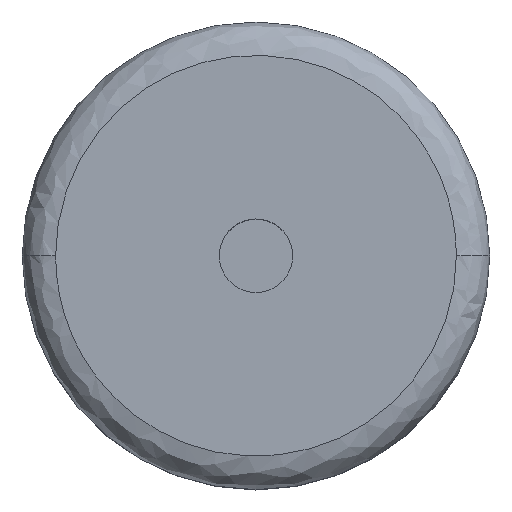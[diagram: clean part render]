
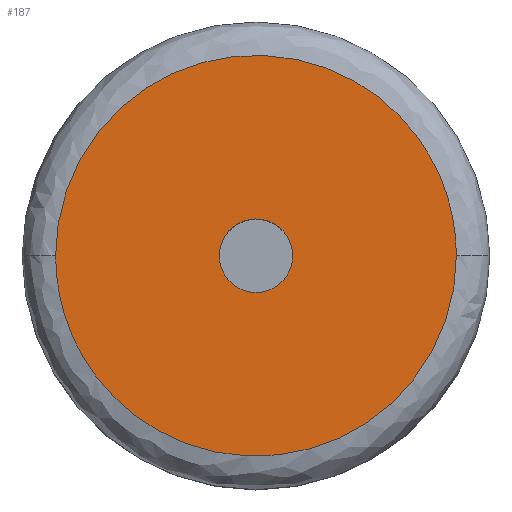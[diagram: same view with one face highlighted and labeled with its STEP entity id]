
A CAD part, top view. The second image highlights one B-rep face of the part: STEP entity #187.
In plain terms, the highlighted planar face has unit normal (0, 0, 1).
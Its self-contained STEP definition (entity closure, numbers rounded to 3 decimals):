
#3 = DIRECTION ( 'NONE',  ( 0., 0., 1. ) ) ;
#24 = EDGE_CURVE ( 'NONE', #454, #97, #566, .T. ) ;
#32 = VERTEX_POINT ( 'NONE', #161 ) ;
#78 = CIRCLE ( 'NONE', #204, 1.1 ) ;
#80 = ORIENTED_EDGE ( 'NONE', *, *, #156, .F. ) ;
#94 = CARTESIAN_POINT ( 'NONE',  ( -6., 0., 8. ) ) ;
#97 = VERTEX_POINT ( 'NONE', #453 ) ;
#105 = ORIENTED_EDGE ( 'NONE', *, *, #119, .T. ) ;
#113 = EDGE_CURVE ( 'NONE', #32, #282, #214, .T. ) ;
#119 = EDGE_CURVE ( 'NONE', #97, #454, #78, .T. ) ;
#132 = CARTESIAN_POINT ( 'NONE',  ( -6., 0., 8. ) ) ;
#152 = ORIENTED_EDGE ( 'NONE', *, *, #113, .F. ) ;
#156 = EDGE_CURVE ( 'NONE', #282, #32, #459, .T. ) ;
#161 = CARTESIAN_POINT ( 'NONE',  ( -6., 0., 8. ) ) ;
#187 = ADVANCED_FACE ( 'NONE', ( #456, #316 ), #680, .T. ) ;
#204 = AXIS2_PLACEMENT_3D ( 'NONE', #548, #643, #324 ) ;
#214 =( BOUNDED_CURVE ( )  B_SPLINE_CURVE ( 3, ( #132, #299, #657, #340 ),
 .UNSPECIFIED., .F., .F. ) 
 B_SPLINE_CURVE_WITH_KNOTS ( ( 4, 4 ),
 ( 0.5, 1. ),
 .UNSPECIFIED. ) 
 CURVE ( )  GEOMETRIC_REPRESENTATION_ITEM ( )  RATIONAL_B_SPLINE_CURVE ( ( 1., 0.333, 0.333, 1. ) ) 
 REPRESENTATION_ITEM ( '' )  );
#226 = DIRECTION ( 'NONE',  ( 1., 0., 0. ) ) ;
#282 = VERTEX_POINT ( 'NONE', #424 ) ;
#299 = CARTESIAN_POINT ( 'NONE',  ( -6., 12., 8. ) ) ;
#310 = CARTESIAN_POINT ( 'NONE',  ( 0., 0., 8. ) ) ;
#316 = FACE_BOUND ( 'NONE', #606, .T. ) ;
#324 = DIRECTION ( 'NONE',  ( 1., 0., 0. ) ) ;
#325 = ORIENTED_EDGE ( 'NONE', *, *, #24, .T. ) ;
#339 = EDGE_LOOP ( 'NONE', ( #80, #152 ) ) ;
#340 = CARTESIAN_POINT ( 'NONE',  ( 6., 0., 8. ) ) ;
#362 = DIRECTION ( 'NONE',  ( 1., 0., 0. ) ) ;
#406 = DIRECTION ( 'NONE',  ( 0., 0., -1. ) ) ;
#409 = CARTESIAN_POINT ( 'NONE',  ( -6., -12., 8. ) ) ;
#424 = CARTESIAN_POINT ( 'NONE',  ( 6., 0., 8. ) ) ;
#432 = AXIS2_PLACEMENT_3D ( 'NONE', #310, #3, #362 ) ;
#453 = CARTESIAN_POINT ( 'NONE',  ( -1.1, 0., 8. ) ) ;
#454 = VERTEX_POINT ( 'NONE', #609 ) ;
#456 = FACE_OUTER_BOUND ( 'NONE', #339, .T. ) ;
#459 =( BOUNDED_CURVE ( )  B_SPLINE_CURVE ( 3, ( #646, #587, #409, #94 ),
 .UNSPECIFIED., .F., .F. ) 
 B_SPLINE_CURVE_WITH_KNOTS ( ( 4, 4 ),
 ( 0., 0.5 ),
 .UNSPECIFIED. ) 
 CURVE ( )  GEOMETRIC_REPRESENTATION_ITEM ( )  RATIONAL_B_SPLINE_CURVE ( ( 1., 0.333, 0.333, 1. ) ) 
 REPRESENTATION_ITEM ( '' )  );
#471 = AXIS2_PLACEMENT_3D ( 'NONE', #649, #406, #226 ) ;
#548 = CARTESIAN_POINT ( 'NONE',  ( 0., 0., 8. ) ) ;
#566 = CIRCLE ( 'NONE', #471, 1.1 ) ;
#587 = CARTESIAN_POINT ( 'NONE',  ( 6., -12., 8. ) ) ;
#606 = EDGE_LOOP ( 'NONE', ( #325, #105 ) ) ;
#609 = CARTESIAN_POINT ( 'NONE',  ( 1.1, 0., 8. ) ) ;
#643 = DIRECTION ( 'NONE',  ( 0., 0., -1. ) ) ;
#646 = CARTESIAN_POINT ( 'NONE',  ( 6., 0., 8. ) ) ;
#649 = CARTESIAN_POINT ( 'NONE',  ( 0., 0., 8. ) ) ;
#657 = CARTESIAN_POINT ( 'NONE',  ( 6., 12., 8. ) ) ;
#680 = PLANE ( 'NONE',  #432 ) ;
